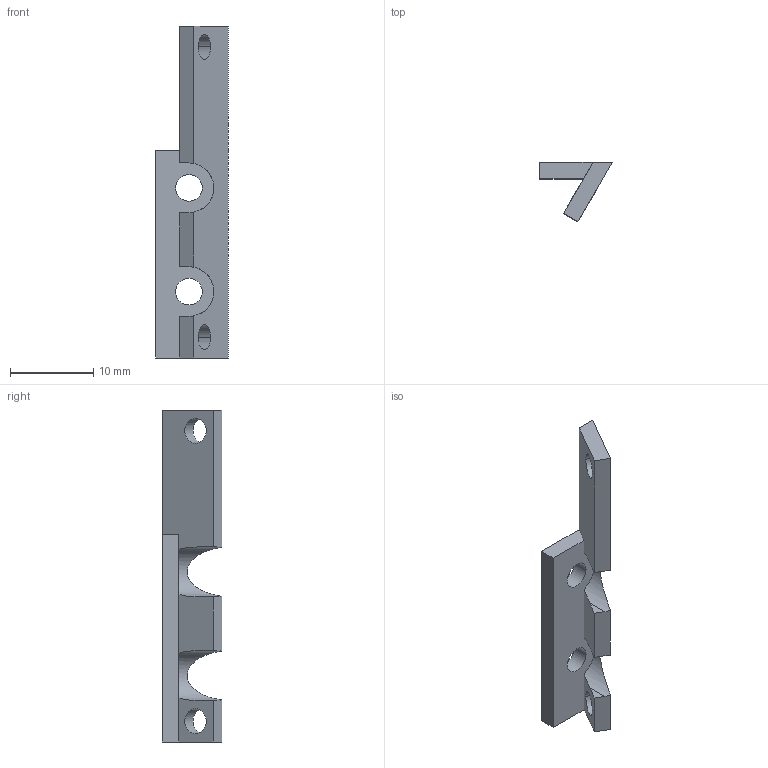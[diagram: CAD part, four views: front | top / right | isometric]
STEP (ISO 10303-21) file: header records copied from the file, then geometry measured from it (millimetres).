
FILE_DESCRIPTION (( 'STEP AP214' ), '1' );
FILE_NAME ('Fan Mount 1.step', '2019-11-11T12:26:12', ( '' ), ( '' ), 'SwSTEP 2.0', 'SolidWorks 2019', '' );
FILE_SCHEMA (( 'AUTOMOTIVE_DESIGN' ));
Length unit declared in the file: millimetre
Products named in the file (1): Fan Mount 1
Bounding box: 8.73 x 7.15 x 40 mm (x, y, z)
Volume: 736.8 mm3; surface area: 1086.3 mm2
Topology: 1 solids, 1 shells, 27 faces, 75 edges, 50 vertices
Faces by surface type: plane 17, cylinder 10
Entity records: 917 total; most frequent: CARTESIAN_POINT 183, ORIENTED_EDGE 150, DIRECTION 139, EDGE_CURVE 75, VERTEX_POINT 50, LINE 47, VECTOR 47, AXIS2_PLACEMENT_3D 46
